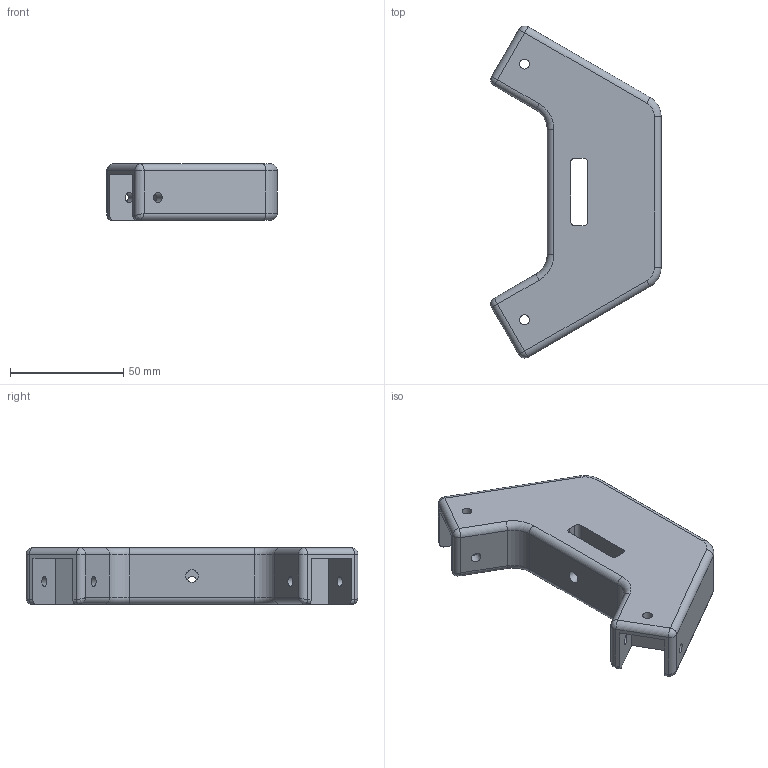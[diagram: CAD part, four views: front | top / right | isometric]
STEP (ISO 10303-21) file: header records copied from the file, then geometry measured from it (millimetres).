
FILE_DESCRIPTION(('FreeCAD Model'),'2;1');
FILE_NAME('Top_Bracket.step', '2017-01-22T16:26:25',('Ax Smith-Laffin'),('AxMod Box Mods Limited'), 'Open CASCADE STEP processor 6.8','FreeCAD','Unknown');
FILE_SCHEMA(('AUTOMOTIVE_DESIGN_CC2 { 1 2 10303 214 -1 1 5 4 }'));
Length unit declared in the file: millimetre
Products named in the file (2): ASSEMBLY; Top_Bracket_Final
Assembly tree (1 placements, depth 2):
  ASSEMBLY
    Top_Bracket_Final
Bounding box: 75.28 x 146.68 x 25 mm (x, y, z)
Volume: 115156 mm3; surface area: 30153 mm2
Topology: 1 solids, 1 shells, 94 faces, 235 edges, 136 vertices
Faces by surface type: cylinder 43, plane 29, torus 8, bspline 6, cone 4, sphere 4
Full cylindrical faces by diameter (mm): 4.4 x9, 5.4 x2, 8.2 x2
Entity records: 6231 total; most frequent: CARTESIAN_POINT 1705, DIRECTION 815, ORIENTED_EDGE 454, PCURVE 454, DEFINITIONAL_REPRESENTATION 454, LINE 435, VECTOR 435, EDGE_CURVE 227
